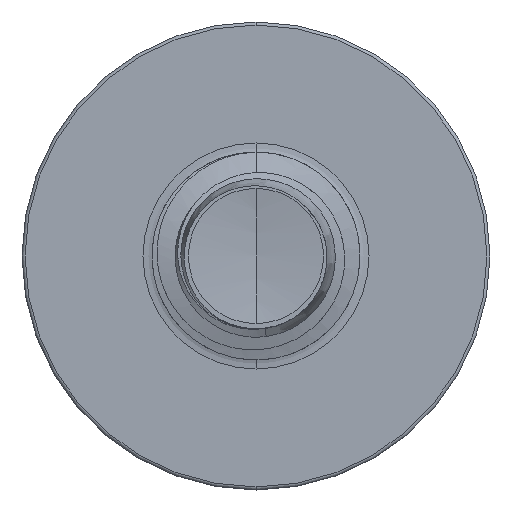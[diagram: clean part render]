
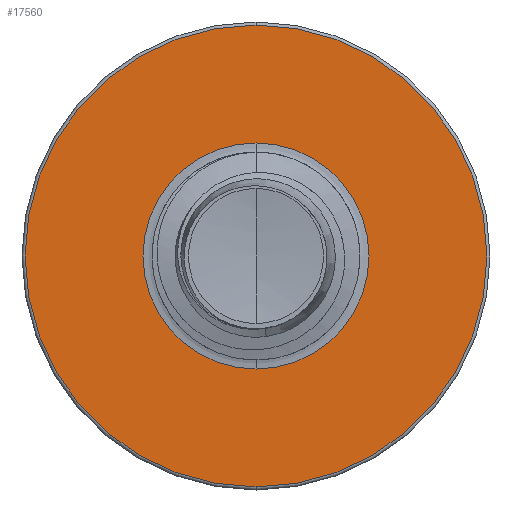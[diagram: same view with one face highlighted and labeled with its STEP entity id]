
A CAD part, front view. The second image highlights one B-rep face of the part: STEP entity #17560.
In plain terms, the highlighted planar face has unit normal (0, -1, 0).
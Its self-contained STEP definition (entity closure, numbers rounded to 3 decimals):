
#1132 = DIRECTION ( 'NONE',  ( 0., 0., 1. ) ) ;
#1730 = EDGE_CURVE ( 'NONE', #19043, #15531, #21984, .T. ) ;
#2403 = EDGE_CURVE ( 'NONE', #14496, #9297, #6278, .T. ) ;
#3514 = ORIENTED_EDGE ( 'NONE', *, *, #2403, .F. ) ;
#5017 = CARTESIAN_POINT ( 'NONE',  ( 0., 8., -2.174 ) ) ;
#6278 = CIRCLE ( 'NONE', #16395, 4.44 ) ;
#6382 = AXIS2_PLACEMENT_3D ( 'NONE', #19198, #8200, #21032 ) ;
#6796 = DIRECTION ( 'NONE',  ( 0., 1., 0. ) ) ;
#6843 = CARTESIAN_POINT ( 'NONE',  ( 0., 8., 0. ) ) ;
#6896 = EDGE_LOOP ( 'NONE', ( #18253, #17195 ) ) ;
#7696 = CARTESIAN_POINT ( 'NONE',  ( 0., 8., 4.44 ) ) ;
#8200 = DIRECTION ( 'NONE',  ( 0., 1., 0. ) ) ;
#8651 = DIRECTION ( 'NONE',  ( 0., 0., 1. ) ) ;
#9297 = VERTEX_POINT ( 'NONE', #16805 ) ;
#9519 = FACE_OUTER_BOUND ( 'NONE', #15860, .T. ) ;
#9824 = AXIS2_PLACEMENT_3D ( 'NONE', #5017, #6796, #19603 ) ;
#9946 = CARTESIAN_POINT ( 'NONE',  ( 0., 8., 0. ) ) ;
#11774 = DIRECTION ( 'NONE',  ( 0., 0., 1. ) ) ;
#11949 = DIRECTION ( 'NONE',  ( 0., 1., 0. ) ) ;
#12837 = CARTESIAN_POINT ( 'NONE',  ( 0., 8., 2.174 ) ) ;
#13729 = ORIENTED_EDGE ( 'NONE', *, *, #22067, .F. ) ;
#13826 = CARTESIAN_POINT ( 'NONE',  ( 0., 8., -2.174 ) ) ;
#14496 = VERTEX_POINT ( 'NONE', #7696 ) ;
#15531 = VERTEX_POINT ( 'NONE', #12837 ) ;
#15860 = EDGE_LOOP ( 'NONE', ( #3514, #13729 ) ) ;
#16395 = AXIS2_PLACEMENT_3D ( 'NONE', #9946, #22785, #11774 ) ;
#16805 = CARTESIAN_POINT ( 'NONE',  ( 0., 8., -4.44 ) ) ;
#17195 = ORIENTED_EDGE ( 'NONE', *, *, #1730, .T. ) ;
#17279 = EDGE_CURVE ( 'NONE', #15531, #19043, #20450, .T. ) ;
#17560 = ADVANCED_FACE ( 'NONE', ( #9519, #19880 ), #17577, .F. ) ;
#17577 = PLANE ( 'NONE',  #9824 ) ;
#18253 = ORIENTED_EDGE ( 'NONE', *, *, #17279, .T. ) ;
#19043 = VERTEX_POINT ( 'NONE', #13826 ) ;
#19198 = CARTESIAN_POINT ( 'NONE',  ( 0., 8., 0. ) ) ;
#19603 = DIRECTION ( 'NONE',  ( 0., 0., 1. ) ) ;
#19651 = DIRECTION ( 'NONE',  ( 0., 1., 0. ) ) ;
#19880 = FACE_BOUND ( 'NONE', #6896, .T. ) ;
#20450 = CIRCLE ( 'NONE', #22578, 2.174 ) ;
#20590 = AXIS2_PLACEMENT_3D ( 'NONE', #6843, #19651, #8651 ) ;
#21032 = DIRECTION ( 'NONE',  ( 0., 0., 1. ) ) ;
#21984 = CIRCLE ( 'NONE', #20590, 2.174 ) ;
#22067 = EDGE_CURVE ( 'NONE', #9297, #14496, #22692, .T. ) ;
#22578 = AXIS2_PLACEMENT_3D ( 'NONE', #22957, #11949, #1132 ) ;
#22692 = CIRCLE ( 'NONE', #6382, 4.44 ) ;
#22785 = DIRECTION ( 'NONE',  ( 0., 1., 0. ) ) ;
#22957 = CARTESIAN_POINT ( 'NONE',  ( 0., 8., 0. ) ) ;
